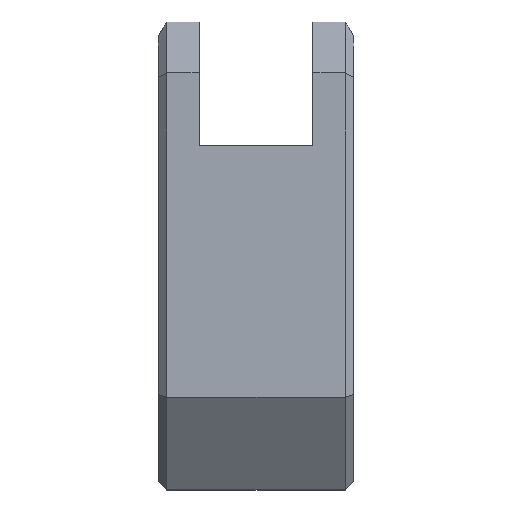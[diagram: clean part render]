
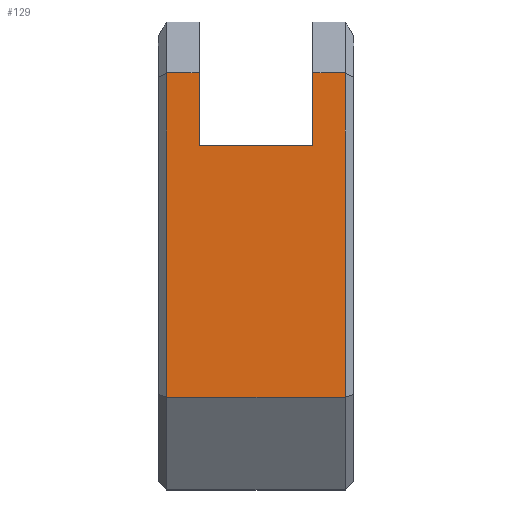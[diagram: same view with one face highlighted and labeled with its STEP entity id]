
A CAD part, left-side view. The second image highlights one B-rep face of the part: STEP entity #129.
In plain terms, the highlighted planar face has unit normal (-1, 0, 0).
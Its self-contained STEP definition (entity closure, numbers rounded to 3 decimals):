
#8 = VECTOR ( 'NONE', #883, 1000. ) ;
#93 = EDGE_CURVE ( 'NONE', #500, #370, #1182, .T. ) ;
#102 = VECTOR ( 'NONE', #509, 1000. ) ;
#122 = VECTOR ( 'NONE', #814, 1000. ) ;
#125 = CARTESIAN_POINT ( 'NONE',  ( -108., -15., 30.922 ) ) ;
#129 = ADVANCED_FACE ( 'NONE', ( #1108 ), #241, .T. ) ;
#148 = LINE ( 'NONE', #629, #102 ) ;
#159 = EDGE_LOOP ( 'NONE', ( #1369, #881, #948, #571, #206, #627, #343, #925 ) ) ;
#199 = DIRECTION ( 'NONE',  ( 0., 1., 0. ) ) ;
#206 = ORIENTED_EDGE ( 'NONE', *, *, #215, .T. ) ;
#215 = EDGE_CURVE ( 'NONE', #1104, #500, #1120, .T. ) ;
#230 = EDGE_CURVE ( 'NONE', #914, #1308, #904, .T. ) ;
#241 = PLANE ( 'NONE',  #983 ) ;
#271 = CARTESIAN_POINT ( 'NONE',  ( -108., -33., 30.922 ) ) ;
#273 = LINE ( 'NONE', #1136, #314 ) ;
#302 = DIRECTION ( 'NONE',  ( 0., 0., -1. ) ) ;
#314 = VECTOR ( 'NONE', #703, 1000. ) ;
#343 = ORIENTED_EDGE ( 'NONE', *, *, #1059, .T. ) ;
#367 = EDGE_CURVE ( 'NONE', #770, #1104, #825, .T. ) ;
#370 = VERTEX_POINT ( 'NONE', #698 ) ;
#374 = EDGE_CURVE ( 'NONE', #1039, #770, #273, .T. ) ;
#449 = EDGE_CURVE ( 'NONE', #1308, #1177, #1163, .T. ) ;
#452 = CARTESIAN_POINT ( 'NONE',  ( -108., -14., 30.922 ) ) ;
#466 = CARTESIAN_POINT ( 'NONE',  ( -108., -14., -9. ) ) ;
#500 = VERTEX_POINT ( 'NONE', #1171 ) ;
#509 = DIRECTION ( 'NONE',  ( 0., 0., 1. ) ) ;
#511 = CARTESIAN_POINT ( 'NONE',  ( -108., -15., 30.922 ) ) ;
#571 = ORIENTED_EDGE ( 'NONE', *, *, #367, .T. ) ;
#627 = ORIENTED_EDGE ( 'NONE', *, *, #93, .T. ) ;
#629 = CARTESIAN_POINT ( 'NONE',  ( -108., -19., 30.922 ) ) ;
#631 = CARTESIAN_POINT ( 'NONE',  ( -108., -14., 22. ) ) ;
#665 = LINE ( 'NONE', #466, #1080 ) ;
#698 = CARTESIAN_POINT ( 'NONE',  ( -108., -19., 22. ) ) ;
#703 = DIRECTION ( 'NONE',  ( 0., 0., 1. ) ) ;
#709 = VECTOR ( 'NONE', #302, 1000. ) ;
#767 = DIRECTION ( 'NONE',  ( 0., 0., 1. ) ) ;
#770 = VERTEX_POINT ( 'NONE', #1330 ) ;
#814 = DIRECTION ( 'NONE',  ( 0., 1., 0. ) ) ;
#825 = LINE ( 'NONE', #1373, #122 ) ;
#881 = ORIENTED_EDGE ( 'NONE', *, *, #1406, .T. ) ;
#883 = DIRECTION ( 'NONE',  ( 0., 0., -1. ) ) ;
#889 = CARTESIAN_POINT ( 'NONE',  ( -108., -33., 30.922 ) ) ;
#904 = LINE ( 'NONE', #452, #1407 ) ;
#914 = VERTEX_POINT ( 'NONE', #1006 ) ;
#925 = ORIENTED_EDGE ( 'NONE', *, *, #230, .T. ) ;
#948 = ORIENTED_EDGE ( 'NONE', *, *, #374, .T. ) ;
#966 = CARTESIAN_POINT ( 'NONE',  ( -108., -15., -9. ) ) ;
#983 = AXIS2_PLACEMENT_3D ( 'NONE', #1001, #1233, #767 ) ;
#1001 = CARTESIAN_POINT ( 'NONE',  ( -108., -14., 30.922 ) ) ;
#1006 = CARTESIAN_POINT ( 'NONE',  ( -108., -19., 30.922 ) ) ;
#1039 = VERTEX_POINT ( 'NONE', #1178 ) ;
#1059 = EDGE_CURVE ( 'NONE', #370, #914, #148, .T. ) ;
#1080 = VECTOR ( 'NONE', #1227, 1000. ) ;
#1104 = VERTEX_POINT ( 'NONE', #271 ) ;
#1108 = FACE_OUTER_BOUND ( 'NONE', #159, .T. ) ;
#1120 = LINE ( 'NONE', #889, #8 ) ;
#1136 = CARTESIAN_POINT ( 'NONE',  ( -108., -37., 30.922 ) ) ;
#1163 = LINE ( 'NONE', #511, #709 ) ;
#1171 = CARTESIAN_POINT ( 'NONE',  ( -108., -33., 22. ) ) ;
#1177 = VERTEX_POINT ( 'NONE', #966 ) ;
#1178 = CARTESIAN_POINT ( 'NONE',  ( -108., -37., -9. ) ) ;
#1182 = LINE ( 'NONE', #631, #1245 ) ;
#1227 = DIRECTION ( 'NONE',  ( 0., -1., 0. ) ) ;
#1233 = DIRECTION ( 'NONE',  ( -1., 0., 0. ) ) ;
#1240 = DIRECTION ( 'NONE',  ( 0., 1., 0. ) ) ;
#1245 = VECTOR ( 'NONE', #199, 1000. ) ;
#1308 = VERTEX_POINT ( 'NONE', #125 ) ;
#1330 = CARTESIAN_POINT ( 'NONE',  ( -108., -37., 30.922 ) ) ;
#1369 = ORIENTED_EDGE ( 'NONE', *, *, #449, .T. ) ;
#1373 = CARTESIAN_POINT ( 'NONE',  ( -108., -14., 30.922 ) ) ;
#1406 = EDGE_CURVE ( 'NONE', #1177, #1039, #665, .T. ) ;
#1407 = VECTOR ( 'NONE', #1240, 1000. ) ;
